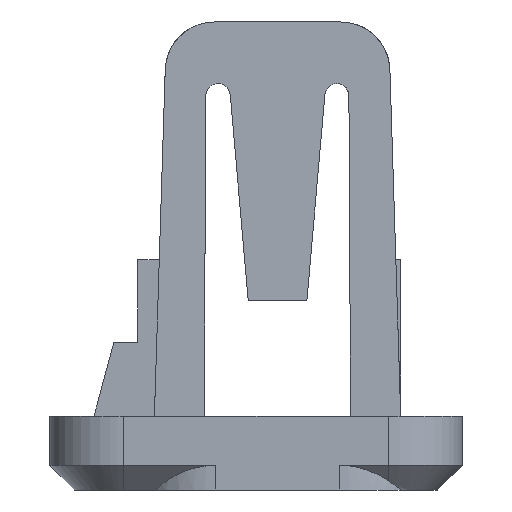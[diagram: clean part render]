
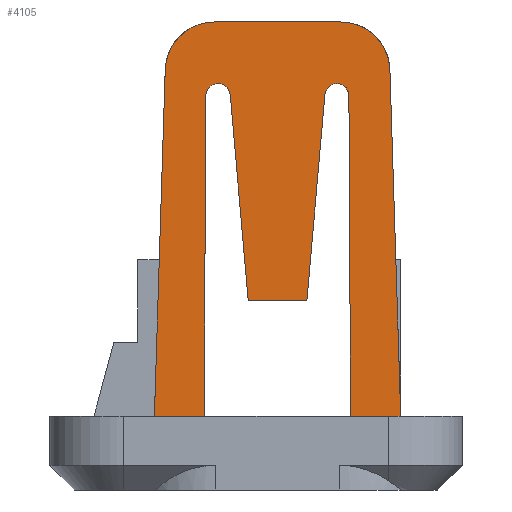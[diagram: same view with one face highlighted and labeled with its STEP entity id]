
A CAD part, left-side view. The second image highlights one B-rep face of the part: STEP entity #4105.
In plain terms, the highlighted free-form (B-spline) face has degree [1, 1] with [2, 2] control points.
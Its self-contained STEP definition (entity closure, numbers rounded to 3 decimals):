
#2931=CARTESIAN_POINT('',(6.165,0.35,-3.2));
#2932=VERTEX_POINT('',#2931);
#2939=CARTESIAN_POINT('',(6.165,1.735,-3.2));
#2940=VERTEX_POINT('',#2939);
#2941=CARTESIAN_POINT('',(6.165,0.35,-3.2));
#2942=CARTESIAN_POINT('',(6.165,1.735,-3.2));
#2943=B_SPLINE_CURVE_WITH_KNOTS('',1,(#2941,#2942),.POLYLINE_FORM.,.F.,.U.,(2,2),(0.,1.),.UNSPECIFIED.);
#2944=EDGE_CURVE('',#2932,#2940,#2943,.T.);
#2960=CARTESIAN_POINT('',(6.165,7.68,-3.2));
#2961=VERTEX_POINT('',#2960);
#2967=CARTESIAN_POINT('',(6.165,9.05,-3.2));
#2968=VERTEX_POINT('',#2967);
#2969=CARTESIAN_POINT('',(6.165,7.68,-3.2));
#2970=CARTESIAN_POINT('',(6.165,9.05,-3.2));
#2971=B_SPLINE_CURVE_WITH_KNOTS('',1,(#2969,#2970),.POLYLINE_FORM.,.F.,.U.,(2,2),(0.,1.),.UNSPECIFIED.);
#2972=EDGE_CURVE('',#2961,#2968,#2971,.T.);
#3954=CARTESIAN_POINT('',(6.148,0.333,-5.2));
#3955=VERTEX_POINT('',#3954);
#3956=CARTESIAN_POINT('',(6.148,0.333,-5.2));
#3957=CARTESIAN_POINT('',(6.165,0.35,-3.2));
#3958=B_SPLINE_CURVE_WITH_KNOTS('',1,(#3956,#3957),.POLYLINE_FORM.,.F.,.U.,(2,2),(0.,1.),.UNSPECIFIED.);
#3959=EDGE_CURVE('',#3955,#2932,#3958,.T.);
#3972=CARTESIAN_POINT('',(6.316,14.996,14.096));
#3973=CARTESIAN_POINT('',(6.316,-5.596,14.096));
#3974=CARTESIAN_POINT('',(6.136,14.996,-6.496));
#3975=CARTESIAN_POINT('',(6.136,-5.596,-6.496));
#3976=B_SPLINE_SURFACE_WITH_KNOTS('',1,1,((#3972,#3973),(#3974,#3975)),.PLANE_SURF.,.F.,.F.,.U.,(2,2),(2,2),(0.,1.),(0.,1.),.UNSPECIFIED.);
#3977=CARTESIAN_POINT('',(6.148,-0.3,-5.2));
#3978=VERTEX_POINT('',#3977);
#3979=CARTESIAN_POINT('',(6.148,0.333,-5.2));
#3980=CARTESIAN_POINT('',(6.148,-0.3,-5.2));
#3981=B_SPLINE_CURVE_WITH_KNOTS('',1,(#3979,#3980),.POLYLINE_FORM.,.F.,.U.,(2,2),(0.,1.),.UNSPECIFIED.);
#3982=EDGE_CURVE('',#3955,#3978,#3981,.T.);
#3983=ORIENTED_EDGE('',*,*,#3982,.T.);
#3984=CARTESIAN_POINT('',(6.165,-0.3,-3.2));
#3985=VERTEX_POINT('',#3984);
#3986=CARTESIAN_POINT('',(6.148,-0.3,-5.2));
#3987=CARTESIAN_POINT('',(6.165,-0.3,-3.2));
#3988=B_SPLINE_CURVE_WITH_KNOTS('',1,(#3986,#3987),.POLYLINE_FORM.,.F.,.U.,(2,2),(0.,1.),.UNSPECIFIED.);
#3989=EDGE_CURVE('',#3978,#3985,#3988,.T.);
#3990=ORIENTED_EDGE('',*,*,#3989,.T.);
#3991=CARTESIAN_POINT('',(6.288,0.139,10.862));
#3992=VERTEX_POINT('',#3991);
#3993=CARTESIAN_POINT('',(6.165,-0.3,-3.2));
#3994=CARTESIAN_POINT('',(6.288,0.139,10.862));
#3995=B_SPLINE_CURVE_WITH_KNOTS('',1,(#3993,#3994),.POLYLINE_FORM.,.F.,.U.,(2,2),(0.,1.),.UNSPECIFIED.);
#3996=EDGE_CURVE('',#3985,#3992,#3995,.T.);
#3997=ORIENTED_EDGE('',*,*,#3996,.T.);
#3998=CARTESIAN_POINT('',(6.305,2.138,12.8));
#3999=VERTEX_POINT('',#3998);
#4000=CARTESIAN_POINT('',(6.288,0.139,10.862));
#4001=CARTESIAN_POINT('',(6.305,0.2,12.8));
#4002=CARTESIAN_POINT('',(6.305,2.138,12.8));
#4003=(BOUNDED_CURVE()B_SPLINE_CURVE(2,(#4000,#4001,#4002),.ELLIPTIC_ARC.,.F.,.U.)B_SPLINE_CURVE_WITH_KNOTS((3,3),(0.,1.),.UNSPECIFIED.)CURVE()GEOMETRIC_REPRESENTATION_ITEM()RATIONAL_B_SPLINE_CURVE((1.,0.718,1.))REPRESENTATION_ITEM(''));
#4004=EDGE_CURVE('',#3992,#3999,#4003,.T.);
#4005=ORIENTED_EDGE('',*,*,#4004,.T.);
#4006=CARTESIAN_POINT('',(6.305,7.262,12.8));
#4007=VERTEX_POINT('',#4006);
#4008=CARTESIAN_POINT('',(6.305,2.138,12.8));
#4009=CARTESIAN_POINT('',(6.305,7.262,12.8));
#4010=B_SPLINE_CURVE_WITH_KNOTS('',1,(#4008,#4009),.POLYLINE_FORM.,.F.,.U.,(2,2),(0.,1.),.UNSPECIFIED.);
#4011=EDGE_CURVE('',#3999,#4007,#4010,.T.);
#4012=ORIENTED_EDGE('',*,*,#4011,.T.);
#4013=CARTESIAN_POINT('',(6.288,9.261,10.862));
#4014=VERTEX_POINT('',#4013);
#4015=CARTESIAN_POINT('',(6.305,7.262,12.8));
#4016=CARTESIAN_POINT('',(6.305,9.2,12.8));
#4017=CARTESIAN_POINT('',(6.288,9.261,10.862));
#4018=(BOUNDED_CURVE()B_SPLINE_CURVE(2,(#4015,#4016,#4017),.ELLIPTIC_ARC.,.F.,.U.)B_SPLINE_CURVE_WITH_KNOTS((3,3),(0.,1.),.UNSPECIFIED.)CURVE()GEOMETRIC_REPRESENTATION_ITEM()RATIONAL_B_SPLINE_CURVE((1.,0.718,1.))REPRESENTATION_ITEM(''));
#4019=EDGE_CURVE('',#4007,#4014,#4018,.T.);
#4020=ORIENTED_EDGE('',*,*,#4019,.T.);
#4021=CARTESIAN_POINT('',(6.165,9.7,-3.2));
#4022=VERTEX_POINT('',#4021);
#4023=CARTESIAN_POINT('',(6.288,9.261,10.862));
#4024=CARTESIAN_POINT('',(6.165,9.7,-3.2));
#4025=B_SPLINE_CURVE_WITH_KNOTS('',1,(#4023,#4024),.POLYLINE_FORM.,.F.,.U.,(2,2),(0.,1.),.UNSPECIFIED.);
#4026=EDGE_CURVE('',#4014,#4022,#4025,.T.);
#4027=ORIENTED_EDGE('',*,*,#4026,.T.);
#4028=CARTESIAN_POINT('',(6.148,9.7,-5.2));
#4029=VERTEX_POINT('',#4028);
#4030=CARTESIAN_POINT('',(6.165,9.7,-3.2));
#4031=CARTESIAN_POINT('',(6.148,9.7,-5.2));
#4032=B_SPLINE_CURVE_WITH_KNOTS('',1,(#4030,#4031),.POLYLINE_FORM.,.F.,.U.,(2,2),(0.,1.),.UNSPECIFIED.);
#4033=EDGE_CURVE('',#4022,#4029,#4032,.T.);
#4034=ORIENTED_EDGE('',*,*,#4033,.T.);
#4035=CARTESIAN_POINT('',(6.148,9.067,-5.2));
#4036=VERTEX_POINT('',#4035);
#4037=CARTESIAN_POINT('',(6.148,9.7,-5.2));
#4038=CARTESIAN_POINT('',(6.148,9.067,-5.2));
#4039=B_SPLINE_CURVE_WITH_KNOTS('',1,(#4037,#4038),.POLYLINE_FORM.,.F.,.U.,(2,2),(0.,1.),.UNSPECIFIED.);
#4040=EDGE_CURVE('',#4029,#4036,#4039,.T.);
#4041=ORIENTED_EDGE('',*,*,#4040,.T.);
#4042=CARTESIAN_POINT('',(6.148,9.067,-5.2));
#4043=CARTESIAN_POINT('',(6.165,9.05,-3.2));
#4044=B_SPLINE_CURVE_WITH_KNOTS('',1,(#4042,#4043),.POLYLINE_FORM.,.F.,.U.,(2,2),(0.,1.),.UNSPECIFIED.);
#4045=EDGE_CURVE('',#4036,#2968,#4044,.T.);
#4046=ORIENTED_EDGE('',*,*,#4045,.T.);
#4047=ORIENTED_EDGE('',*,*,#2972,.F.);
#4048=CARTESIAN_POINT('',(6.279,7.612,9.806));
#4049=VERTEX_POINT('',#4048);
#4050=CARTESIAN_POINT('',(6.165,7.68,-3.2));
#4051=CARTESIAN_POINT('',(6.279,7.612,9.806));
#4052=B_SPLINE_CURVE_WITH_KNOTS('',1,(#4050,#4051),.POLYLINE_FORM.,.F.,.U.,(2,2),(0.,1.),.UNSPECIFIED.);
#4053=EDGE_CURVE('',#2961,#4049,#4052,.T.);
#4054=ORIENTED_EDGE('',*,*,#4053,.T.);
#4055=CARTESIAN_POINT('',(6.279,6.622,9.847));
#4056=VERTEX_POINT('',#4055);
#4057=CARTESIAN_POINT('',(6.279,7.612,9.806));
#4058=CARTESIAN_POINT('',(6.283,7.609,10.28));
#4059=CARTESIAN_POINT('',(6.283,7.136,10.3));
#4060=CARTESIAN_POINT('',(6.283,6.663,10.319));
#4061=CARTESIAN_POINT('',(6.279,6.622,9.847));
#4062=(BOUNDED_CURVE()B_SPLINE_CURVE(2,(#4057,#4058,#4059,#4060,#4061),.ELLIPTIC_ARC.,.F.,.U.)B_SPLINE_CURVE_WITH_KNOTS((3,2,3),(0.,0.5,1.),.UNSPECIFIED.)CURVE()GEOMETRIC_REPRESENTATION_ITEM()RATIONAL_B_SPLINE_CURVE((1.,0.723,1.,0.723,1.))REPRESENTATION_ITEM(''));
#4063=EDGE_CURVE('',#4049,#4056,#4062,.T.);
#4064=ORIENTED_EDGE('',*,*,#4063,.T.);
#4065=CARTESIAN_POINT('',(6.206,5.891,1.5));
#4066=VERTEX_POINT('',#4065);
#4067=CARTESIAN_POINT('',(6.279,6.622,9.847));
#4068=CARTESIAN_POINT('',(6.206,5.891,1.5));
#4069=B_SPLINE_CURVE_WITH_KNOTS('',1,(#4067,#4068),.POLYLINE_FORM.,.F.,.U.,(2,2),(0.,1.),.UNSPECIFIED.);
#4070=EDGE_CURVE('',#4056,#4066,#4069,.T.);
#4071=ORIENTED_EDGE('',*,*,#4070,.T.);
#4072=CARTESIAN_POINT('',(6.206,3.509,1.5));
#4073=VERTEX_POINT('',#4072);
#4074=CARTESIAN_POINT('',(6.206,5.891,1.5));
#4075=CARTESIAN_POINT('',(6.206,3.509,1.5));
#4076=B_SPLINE_CURVE_WITH_KNOTS('',1,(#4074,#4075),.POLYLINE_FORM.,.F.,.U.,(2,2),(0.,1.),.UNSPECIFIED.);
#4077=EDGE_CURVE('',#4066,#4073,#4076,.T.);
#4078=ORIENTED_EDGE('',*,*,#4077,.T.);
#4079=CARTESIAN_POINT('',(6.279,2.778,9.854));
#4080=VERTEX_POINT('',#4079);
#4081=CARTESIAN_POINT('',(6.206,3.509,1.5));
#4082=CARTESIAN_POINT('',(6.279,2.778,9.854));
#4083=B_SPLINE_CURVE_WITH_KNOTS('',1,(#4081,#4082),.POLYLINE_FORM.,.F.,.U.,(2,2),(0.,1.),.UNSPECIFIED.);
#4084=EDGE_CURVE('',#4073,#4080,#4083,.T.);
#4085=ORIENTED_EDGE('',*,*,#4084,.T.);
#4086=CARTESIAN_POINT('',(6.279,1.803,9.814));
#4087=VERTEX_POINT('',#4086);
#4088=CARTESIAN_POINT('',(6.279,2.778,9.854));
#4089=CARTESIAN_POINT('',(6.283,2.737,10.319));
#4090=CARTESIAN_POINT('',(6.283,2.271,10.3));
#4091=CARTESIAN_POINT('',(6.283,1.806,10.28));
#4092=CARTESIAN_POINT('',(6.279,1.803,9.814));
#4093=(BOUNDED_CURVE()B_SPLINE_CURVE(2,(#4088,#4089,#4090,#4091,#4092),.ELLIPTIC_ARC.,.F.,.U.)B_SPLINE_CURVE_WITH_KNOTS((3,2,3),(0.,0.5,1.),.UNSPECIFIED.)CURVE()GEOMETRIC_REPRESENTATION_ITEM()RATIONAL_B_SPLINE_CURVE((1.,0.723,1.,0.723,1.))REPRESENTATION_ITEM(''));
#4094=EDGE_CURVE('',#4080,#4087,#4093,.T.);
#4095=ORIENTED_EDGE('',*,*,#4094,.T.);
#4096=CARTESIAN_POINT('',(6.279,1.803,9.814));
#4097=CARTESIAN_POINT('',(6.165,1.735,-3.2));
#4098=B_SPLINE_CURVE_WITH_KNOTS('',1,(#4096,#4097),.POLYLINE_FORM.,.F.,.U.,(2,2),(0.,1.),.UNSPECIFIED.);
#4099=EDGE_CURVE('',#4087,#2940,#4098,.T.);
#4100=ORIENTED_EDGE('',*,*,#4099,.T.);
#4101=ORIENTED_EDGE('',*,*,#2944,.F.);
#4102=ORIENTED_EDGE('',*,*,#3959,.F.);
#4103=EDGE_LOOP('',(#3983,#3990,#3997,#4005,#4012,#4020,#4027,#4034,#4041,#4046,#4047,#4054,#4064,#4071,#4078,#4085,#4095,#4100,#4101,#4102));
#4104=FACE_OUTER_BOUND('',#4103,.T.);
#4105=ADVANCED_FACE('',(#4104),#3976,.T.);
